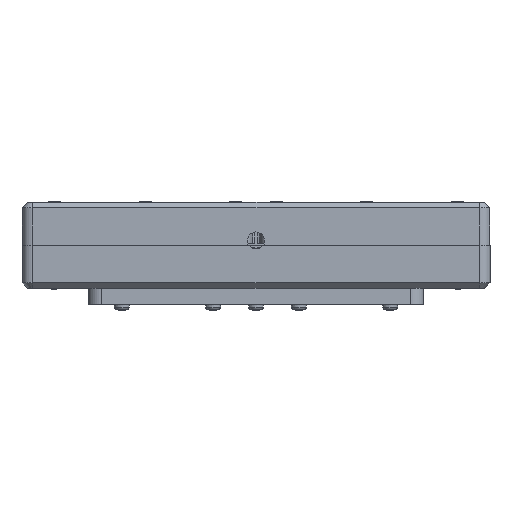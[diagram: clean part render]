
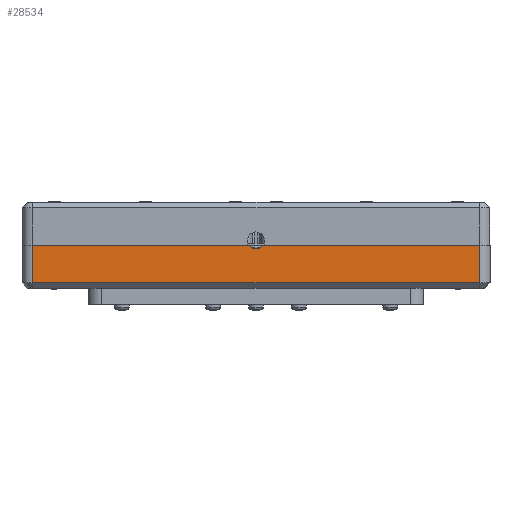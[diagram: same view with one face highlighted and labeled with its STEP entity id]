
A CAD part, left-side view. The second image highlights one B-rep face of the part: STEP entity #28534.
In plain terms, the highlighted planar face has unit normal (-1, 0, 0).
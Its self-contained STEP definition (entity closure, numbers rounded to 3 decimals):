
#2059=CIRCLE('',#30414,3.15);
#2467=FACE_OUTER_BOUND('',#4111,.T.);
#4111=EDGE_LOOP('',(#19165,#19166,#19167,#19168,#19169,#19170));
#5891=LINE('',#38169,#8830);
#5897=LINE('',#38193,#8836);
#6005=LINE('',#38442,#8944);
#6018=LINE('',#38483,#8957);
#6020=LINE('',#38486,#8959);
#8830=VECTOR('',#31986,10.);
#8836=VECTOR('',#32004,10.);
#8944=VECTOR('',#32230,10.);
#8957=VECTOR('',#32275,10.);
#8959=VECTOR('',#32279,10.);
#11765=VERTEX_POINT('',#38166);
#11766=VERTEX_POINT('',#38168);
#11777=VERTEX_POINT('',#38190);
#11778=VERTEX_POINT('',#38192);
#11857=VERTEX_POINT('',#38432);
#11859=VERTEX_POINT('',#38438);
#14607=EDGE_CURVE('',#11765,#11766,#5891,.T.);
#14619=EDGE_CURVE('',#11777,#11778,#5897,.T.);
#14741=EDGE_CURVE('',#11857,#11859,#6005,.T.);
#14762=EDGE_CURVE('',#11859,#11777,#6018,.T.);
#14764=EDGE_CURVE('',#11766,#11857,#6020,.T.);
#14765=EDGE_CURVE('',#11765,#11778,#2059,.T.);
#19165=ORIENTED_EDGE('',*,*,#14741,.F.);
#19166=ORIENTED_EDGE('',*,*,#14764,.F.);
#19167=ORIENTED_EDGE('',*,*,#14607,.F.);
#19168=ORIENTED_EDGE('',*,*,#14765,.T.);
#19169=ORIENTED_EDGE('',*,*,#14619,.F.);
#19170=ORIENTED_EDGE('',*,*,#14762,.F.);
#27526=PLANE('',#30413);
#28534=ADVANCED_FACE('',(#2467),#27526,.T.);
#30413=AXIS2_PLACEMENT_3D('',#38485,#32277,#32278);
#30414=AXIS2_PLACEMENT_3D('',#38487,#32280,#32281);
#31986=DIRECTION('',(0.,1.,0.));
#32004=DIRECTION('',(0.,1.,0.));
#32230=DIRECTION('',(0.,-1.,0.));
#32275=DIRECTION('',(0.,0.,-1.));
#32277=DIRECTION('center_axis',(-1.,0.,0.));
#32278=DIRECTION('ref_axis',(0.,-1.,0.));
#32279=DIRECTION('',(0.,0.,1.));
#32280=DIRECTION('center_axis',(1.,0.,0.));
#32281=DIRECTION('ref_axis',(0.,0.,1.));
#38166=CARTESIAN_POINT('',(-122.515,2.011,-13.));
#38168=CARTESIAN_POINT('',(-122.515,82.638,-13.));
#38169=CARTESIAN_POINT('',(-122.515,86.638,-13.));
#38190=CARTESIAN_POINT('',(-122.515,-83.751,-13.));
#38192=CARTESIAN_POINT('',(-122.515,-3.124,-13.));
#38193=CARTESIAN_POINT('',(-122.515,86.638,-13.));
#38432=CARTESIAN_POINT('',(-122.515,82.638,1.));
#38438=CARTESIAN_POINT('',(-122.515,-83.751,1.));
#38442=CARTESIAN_POINT('',(-122.515,43.04,1.));
#38483=CARTESIAN_POINT('',(-122.515,-83.751,0.));
#38485=CARTESIAN_POINT('Origin',(-122.515,86.638,0.));
#38486=CARTESIAN_POINT('',(-122.515,82.638,0.));
#38487=CARTESIAN_POINT('Origin',(-122.515,-0.557,-14.825));
